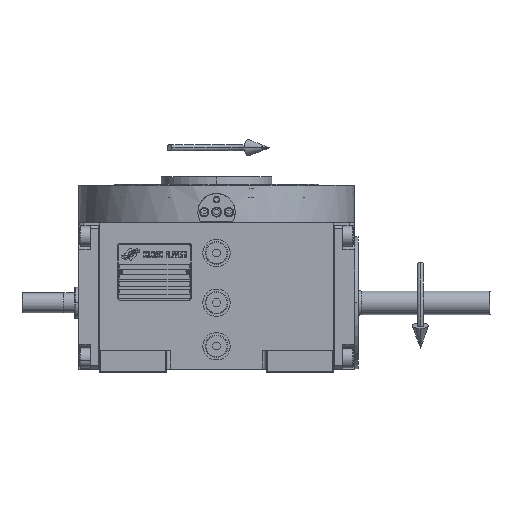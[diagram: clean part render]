
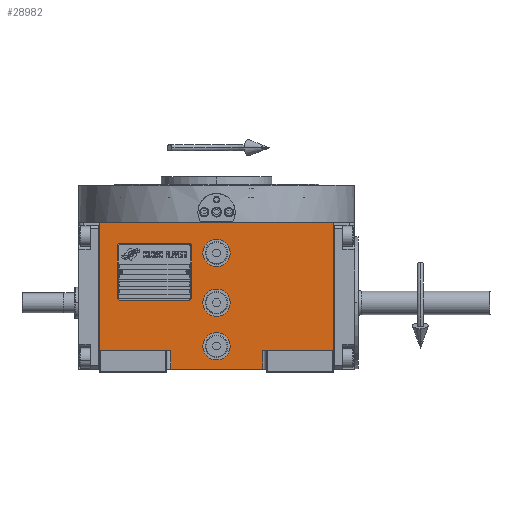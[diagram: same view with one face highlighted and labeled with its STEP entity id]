
A CAD part, top view. The second image highlights one B-rep face of the part: STEP entity #28982.
In plain terms, the highlighted planar face has unit normal (0, 0, 1).
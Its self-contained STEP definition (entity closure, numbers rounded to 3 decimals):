
#407 = CARTESIAN_POINT ( 'NONE',  ( 11., -35., 163.5 ) ) ;
#458 = AXIS2_PLACEMENT_3D ( 'NONE', #23501, #7667, #44916 ) ;
#663 = EDGE_CURVE ( 'NONE', #4089, #62703, #33185, .T. ) ;
#1258 = VERTEX_POINT ( 'NONE', #20997 ) ;
#1276 = CARTESIAN_POINT ( 'NONE',  ( -94.5, -53.5, 163.5 ) ) ;
#2308 = LINE ( 'NONE', #12841, #56334 ) ;
#2317 = DIRECTION ( 'NONE',  ( 1., 0., 0. ) ) ;
#2558 = EDGE_CURVE ( 'NONE', #59966, #58814, #13721, .T. ) ;
#2727 = ORIENTED_EDGE ( 'NONE', *, *, #55450, .F. ) ;
#2810 = CARTESIAN_POINT ( 'NONE',  ( 11., 0., 163.5 ) ) ;
#2954 = EDGE_LOOP ( 'NONE', ( #39780, #16094 ) ) ;
#4089 = VERTEX_POINT ( 'NONE', #25679 ) ;
#4100 = DIRECTION ( 'NONE',  ( 1., 0., 0. ) ) ;
#5285 = ORIENTED_EDGE ( 'NONE', *, *, #2558, .T. ) ;
#5799 = ORIENTED_EDGE ( 'NONE', *, *, #60473, .T. ) ;
#6364 = ORIENTED_EDGE ( 'NONE', *, *, #14706, .T. ) ;
#6844 = AXIS2_PLACEMENT_3D ( 'NONE', #1276, #17783, #2317 ) ;
#6885 = FACE_OUTER_BOUND ( 'NONE', #51251, .T. ) ;
#7028 = DIRECTION ( 'NONE',  ( 0., -1., 0. ) ) ;
#7242 = PLANE ( 'NONE',  #6844 ) ;
#7667 = DIRECTION ( 'NONE',  ( 0., 0., 1. ) ) ;
#8941 = DIRECTION ( 'NONE',  ( 1., 0., 0. ) ) ;
#9934 = CARTESIAN_POINT ( 'NONE',  ( -11., -35., 163.5 ) ) ;
#12197 = AXIS2_PLACEMENT_3D ( 'NONE', #40205, #49723, #28664 ) ;
#12803 = VERTEX_POINT ( 'NONE', #2810 ) ;
#12841 = CARTESIAN_POINT ( 'NONE',  ( 94.5, -38.5, 163.5 ) ) ;
#13183 = CARTESIAN_POINT ( 'NONE',  ( -37., -53.5, 163.5 ) ) ;
#13413 = CARTESIAN_POINT ( 'NONE',  ( -37., -53.5, 163.5 ) ) ;
#13644 = VERTEX_POINT ( 'NONE', #407 ) ;
#13714 = ORIENTED_EDGE ( 'NONE', *, *, #45427, .F. ) ;
#13721 = LINE ( 'NONE', #52697, #42489 ) ;
#13737 = LINE ( 'NONE', #45384, #31249 ) ;
#14706 = EDGE_CURVE ( 'NONE', #58814, #44219, #2308, .T. ) ;
#14925 = CARTESIAN_POINT ( 'NONE',  ( 0., 40., 163.5 ) ) ;
#15521 = EDGE_CURVE ( 'NONE', #64615, #13644, #67745, .T. ) ;
#16094 = ORIENTED_EDGE ( 'NONE', *, *, #37343, .F. ) ;
#16552 = CARTESIAN_POINT ( 'NONE',  ( -37., -53.5, 163.5 ) ) ;
#17783 = DIRECTION ( 'NONE',  ( 0., 0., 1. ) ) ;
#18649 = VECTOR ( 'NONE', #7028, 1000. ) ;
#19556 = DIRECTION ( 'NONE',  ( 1., 0., 0. ) ) ;
#20254 = LINE ( 'NONE', #30807, #27383 ) ;
#20823 = ORIENTED_EDGE ( 'NONE', *, *, #38034, .F. ) ;
#20997 = CARTESIAN_POINT ( 'NONE',  ( -37., -38.5, 163.5 ) ) ;
#22148 = EDGE_CURVE ( 'NONE', #12803, #33755, #51293, .T. ) ;
#23501 = CARTESIAN_POINT ( 'NONE',  ( 0., -35., 163.5 ) ) ;
#24102 = CARTESIAN_POINT ( 'NONE',  ( -11., 40., 163.5 ) ) ;
#24383 = DIRECTION ( 'NONE',  ( 0., 1., 0. ) ) ;
#25679 = CARTESIAN_POINT ( 'NONE',  ( 11., 40., 163.5 ) ) ;
#25814 = EDGE_CURVE ( 'NONE', #68964, #1258, #13737, .T. ) ;
#25816 = DIRECTION ( 'NONE',  ( 1., 0., 0. ) ) ;
#26635 = EDGE_CURVE ( 'NONE', #68964, #49145, #41224, .T. ) ;
#26837 = VECTOR ( 'NONE', #24383, 1000. ) ;
#27383 = VECTOR ( 'NONE', #4100, 1000. ) ;
#27807 = DIRECTION ( 'NONE',  ( 0., 1., 0. ) ) ;
#28144 = AXIS2_PLACEMENT_3D ( 'NONE', #36750, #30795, #19556 ) ;
#28664 = DIRECTION ( 'NONE',  ( 1., 0., 0. ) ) ;
#28982 = ADVANCED_FACE ( 'NONE', ( #50434, #65861, #49408, #6885 ), #7242, .T. ) ;
#30697 = AXIS2_PLACEMENT_3D ( 'NONE', #48625, #38753, #44734 ) ;
#30795 = DIRECTION ( 'NONE',  ( 0., 0., 1. ) ) ;
#30807 = CARTESIAN_POINT ( 'NONE',  ( -94.5, 64.5, 163.5 ) ) ;
#31249 = VECTOR ( 'NONE', #34827, 1000. ) ;
#31710 = EDGE_LOOP ( 'NONE', ( #59394, #2727 ) ) ;
#33185 = CIRCLE ( 'NONE', #46632, 11. ) ;
#33755 = VERTEX_POINT ( 'NONE', #56998 ) ;
#34310 = CARTESIAN_POINT ( 'NONE',  ( 94.5, 64.5, 163.5 ) ) ;
#34315 = ORIENTED_EDGE ( 'NONE', *, *, #58282, .F. ) ;
#34827 = DIRECTION ( 'NONE',  ( 1., 0., 0. ) ) ;
#35046 = DIRECTION ( 'NONE',  ( 0., 0., 1. ) ) ;
#36750 = CARTESIAN_POINT ( 'NONE',  ( 0., -35., 163.5 ) ) ;
#37343 = EDGE_CURVE ( 'NONE', #62703, #4089, #53646, .T. ) ;
#38034 = EDGE_CURVE ( 'NONE', #66099, #1258, #39353, .T. ) ;
#38753 = DIRECTION ( 'NONE',  ( 0., 0., 1. ) ) ;
#39087 = AXIS2_PLACEMENT_3D ( 'NONE', #66256, #35046, #44550 ) ;
#39353 = LINE ( 'NONE', #16552, #57068 ) ;
#39780 = ORIENTED_EDGE ( 'NONE', *, *, #663, .F. ) ;
#39885 = LINE ( 'NONE', #13183, #59171 ) ;
#40205 = CARTESIAN_POINT ( 'NONE',  ( 0., 0., 163.5 ) ) ;
#40879 = CARTESIAN_POINT ( 'NONE',  ( -94.5, -38.5, 163.5 ) ) ;
#41224 = LINE ( 'NONE', #40879, #26837 ) ;
#42168 = ORIENTED_EDGE ( 'NONE', *, *, #25814, .T. ) ;
#42489 = VECTOR ( 'NONE', #57942, 1000. ) ;
#43099 = CARTESIAN_POINT ( 'NONE',  ( 37., -53.5, 163.5 ) ) ;
#43605 = CARTESIAN_POINT ( 'NONE',  ( 37., -38.5, 163.5 ) ) ;
#44219 = VERTEX_POINT ( 'NONE', #34310 ) ;
#44550 = DIRECTION ( 'NONE',  ( -1., 0., 0. ) ) ;
#44734 = DIRECTION ( 'NONE',  ( -1., 0., 0. ) ) ;
#44916 = DIRECTION ( 'NONE',  ( -1., 0., 0. ) ) ;
#45384 = CARTESIAN_POINT ( 'NONE',  ( -94.5, -38.5, 163.5 ) ) ;
#45427 = EDGE_CURVE ( 'NONE', #49145, #44219, #20254, .T. ) ;
#46632 = AXIS2_PLACEMENT_3D ( 'NONE', #14925, #57395, #25816 ) ;
#46636 = CARTESIAN_POINT ( 'NONE',  ( 94.5, -38.5, 163.5 ) ) ;
#48625 = CARTESIAN_POINT ( 'NONE',  ( 0., 0., 163.5 ) ) ;
#49145 = VERTEX_POINT ( 'NONE', #52872 ) ;
#49408 = FACE_BOUND ( 'NONE', #2954, .T. ) ;
#49723 = DIRECTION ( 'NONE',  ( 0., 0., 1. ) ) ;
#50232 = LINE ( 'NONE', #55144, #18649 ) ;
#50434 = FACE_BOUND ( 'NONE', #31710, .T. ) ;
#50528 = EDGE_CURVE ( 'NONE', #13644, #64615, #50583, .T. ) ;
#50583 = CIRCLE ( 'NONE', #28144, 11. ) ;
#51251 = EDGE_LOOP ( 'NONE', ( #5799, #34315, #5285, #6364, #13714, #51608, #42168, #20823 ) ) ;
#51293 = CIRCLE ( 'NONE', #12197, 11. ) ;
#51608 = ORIENTED_EDGE ( 'NONE', *, *, #26635, .F. ) ;
#51936 = EDGE_LOOP ( 'NONE', ( #55976, #57344 ) ) ;
#52697 = CARTESIAN_POINT ( 'NONE',  ( 37., -38.5, 163.5 ) ) ;
#52872 = CARTESIAN_POINT ( 'NONE',  ( -94.5, 64.5, 163.5 ) ) ;
#53646 = CIRCLE ( 'NONE', #39087, 11. ) ;
#54397 = CIRCLE ( 'NONE', #30697, 11. ) ;
#55144 = CARTESIAN_POINT ( 'NONE',  ( 37., -38.5, 163.5 ) ) ;
#55450 = EDGE_CURVE ( 'NONE', #33755, #12803, #54397, .T. ) ;
#55976 = ORIENTED_EDGE ( 'NONE', *, *, #50528, .F. ) ;
#56334 = VECTOR ( 'NONE', #60569, 1000. ) ;
#56998 = CARTESIAN_POINT ( 'NONE',  ( -11., 0., 163.5 ) ) ;
#57068 = VECTOR ( 'NONE', #27807, 1000. ) ;
#57344 = ORIENTED_EDGE ( 'NONE', *, *, #15521, .F. ) ;
#57395 = DIRECTION ( 'NONE',  ( 0., 0., 1. ) ) ;
#57942 = DIRECTION ( 'NONE',  ( 1., 0., 0. ) ) ;
#58282 = EDGE_CURVE ( 'NONE', #59966, #60249, #50232, .T. ) ;
#58814 = VERTEX_POINT ( 'NONE', #46636 ) ;
#59171 = VECTOR ( 'NONE', #8941, 1000. ) ;
#59394 = ORIENTED_EDGE ( 'NONE', *, *, #22148, .F. ) ;
#59966 = VERTEX_POINT ( 'NONE', #43605 ) ;
#60249 = VERTEX_POINT ( 'NONE', #43099 ) ;
#60473 = EDGE_CURVE ( 'NONE', #66099, #60249, #39885, .T. ) ;
#60569 = DIRECTION ( 'NONE',  ( 0., 1., 0. ) ) ;
#62703 = VERTEX_POINT ( 'NONE', #24102 ) ;
#64615 = VERTEX_POINT ( 'NONE', #9934 ) ;
#65079 = CARTESIAN_POINT ( 'NONE',  ( -94.5, -38.5, 163.5 ) ) ;
#65861 = FACE_BOUND ( 'NONE', #51936, .T. ) ;
#66099 = VERTEX_POINT ( 'NONE', #13413 ) ;
#66256 = CARTESIAN_POINT ( 'NONE',  ( 0., 40., 163.5 ) ) ;
#67745 = CIRCLE ( 'NONE', #458, 11. ) ;
#68964 = VERTEX_POINT ( 'NONE', #65079 ) ;
